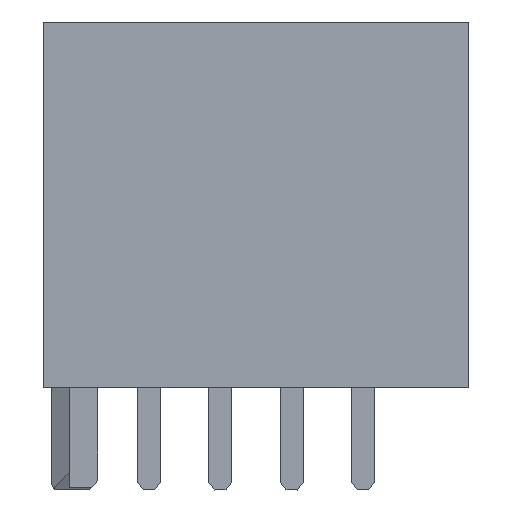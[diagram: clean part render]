
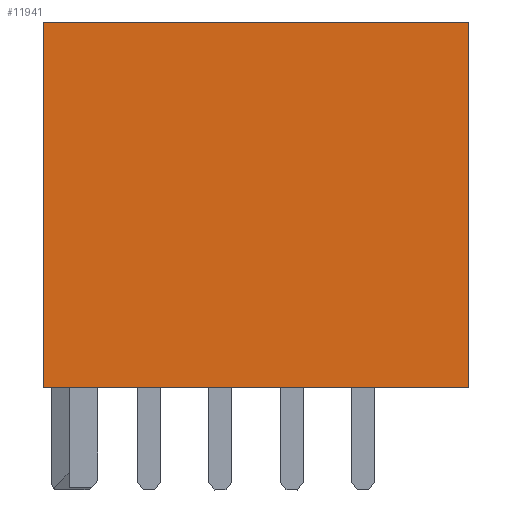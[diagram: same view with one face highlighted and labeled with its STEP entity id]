
A CAD part, left-side view. The second image highlights one B-rep face of the part: STEP entity #11941.
In plain terms, the highlighted face is planar.
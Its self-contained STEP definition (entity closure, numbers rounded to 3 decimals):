
#1254=ORIENTED_EDGE('',*,*,#4560,.F.);
#1255=ORIENTED_EDGE('',*,*,#4031,.F.);
#1256=ORIENTED_EDGE('',*,*,#4561,.F.);
#1257=ORIENTED_EDGE('',*,*,#4562,.F.);
#4031=EDGE_CURVE('',#5782,#5783,#6927,.T.);
#4560=EDGE_CURVE('',#5783,#6154,#7444,.T.);
#4561=EDGE_CURVE('',#6155,#5782,#7445,.T.);
#4562=EDGE_CURVE('',#6154,#6155,#7446,.T.);
#5782=VERTEX_POINT('',#16916);
#5783=VERTEX_POINT('',#16918);
#6154=VERTEX_POINT('',#17913);
#6155=VERTEX_POINT('',#17915);
#6927=LINE('',#16917,#8643);
#7444=LINE('',#17912,#9160);
#7445=LINE('',#17914,#9161);
#7446=LINE('',#17916,#9162);
#8643=VECTOR('',#13538,1000.);
#9160=VECTOR('',#14269,1000.);
#9161=VECTOR('',#14270,1000.);
#9162=VECTOR('',#14271,1000.);
#10116=EDGE_LOOP('',(#1254,#1255,#1256,#1257));
#10748=FACE_BOUND('',#10116,.T.);
#11361=PLANE('',#12585);
#11941=ADVANCED_FACE('',(#10748),#11361,.F.);
#12585=AXIS2_PLACEMENT_3D('',#17911,#14267,#14268);
#13538=DIRECTION('',(1.,0.,0.));
#14267=DIRECTION('',(0.,1.,0.));
#14268=DIRECTION('',(0.,0.,1.));
#14269=DIRECTION('',(0.,0.,-1.));
#14270=DIRECTION('',(0.,0.,1.));
#14271=DIRECTION('',(-1.,0.,0.));
#16916=CARTESIAN_POINT('',(-7.45,0.,6.4));
#16917=CARTESIAN_POINT('',(-7.45,0.,6.4));
#16918=CARTESIAN_POINT('',(7.45,0.,6.4));
#17911=CARTESIAN_POINT('',(0.,0.,0.));
#17912=CARTESIAN_POINT('',(7.45,0.,6.4));
#17913=CARTESIAN_POINT('',(7.45,0.,-6.4));
#17914=CARTESIAN_POINT('',(-7.45,0.,-6.4));
#17915=CARTESIAN_POINT('',(-7.45,0.,-6.4));
#17916=CARTESIAN_POINT('',(7.45,0.,-6.4));
